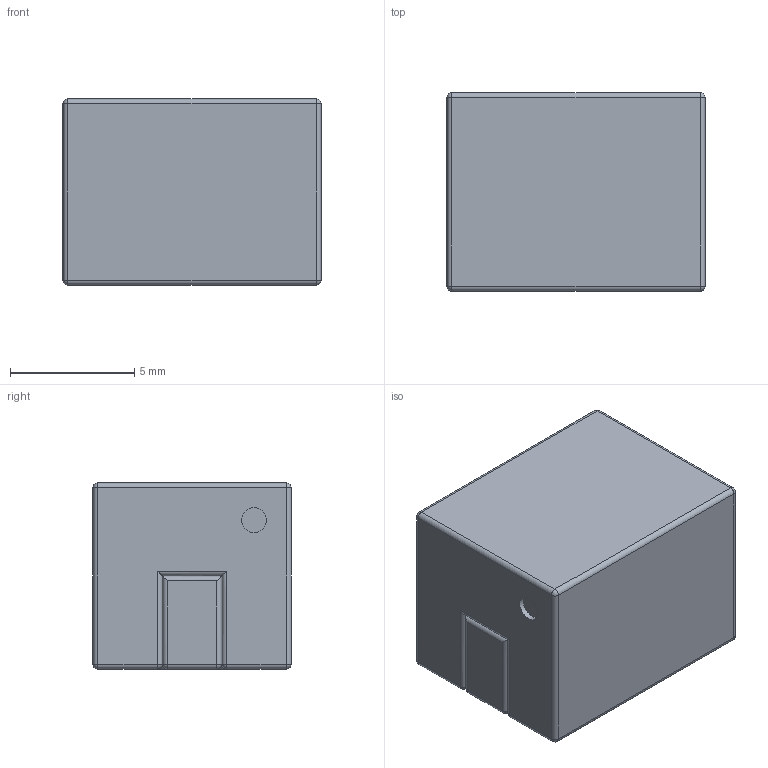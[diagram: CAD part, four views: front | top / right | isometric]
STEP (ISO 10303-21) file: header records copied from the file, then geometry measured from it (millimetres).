
FILE_DESCRIPTION(/* description */ (''),/* implementation_level */ '2;1');
FILE_NAME(/* name */ 'IND_COOPER_FP1007R3.stp',/* time_stamp */ '2017-03-14T14:01:38+01:00',/* author */ ('riccim'),/* organization */ ('SolidWorks'),/* preprocessor_version */ 'ST-DEVELOPER v16.1',/* originating_system */ 'AutoCAD Mechanical',/* authorisation */ ' ');
FILE_SCHEMA (('AUTOMOTIVE_DESIGN { 1 0 10303 214 3 1 1 }'));
Length unit declared in the file: millimetre
Products named in the file (1): Product
Bounding box: 10.4 x 8 x 7.5 mm (x, y, z)
Volume: 622.4 mm3; surface area: 500.1 mm2
Topology: 3 solids, 3 shells, 76 faces, 151 edges, 82 vertices
Faces by surface type: cylinder 41, plane 19, sphere 16
Full cylindrical faces by diameter (mm): 1 x1
Entity records: 1945 total; most frequent: DIRECTION 370, CARTESIAN_POINT 309, ORIENTED_EDGE 300, EDGE_CURVE 150, AXIS2_PLACEMENT_3D 143, LINE 84, VECTOR 84, VERTEX_POINT 82
